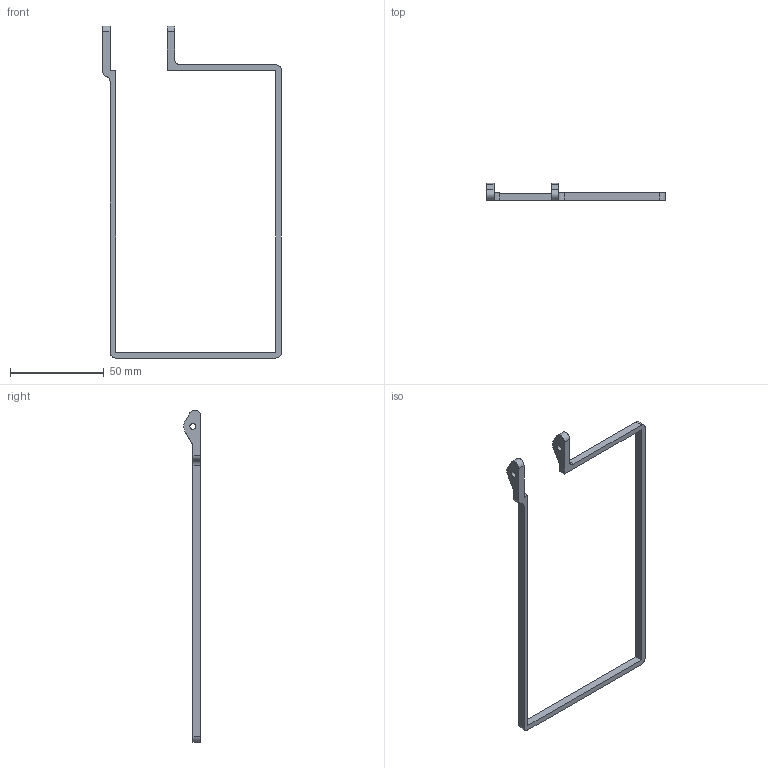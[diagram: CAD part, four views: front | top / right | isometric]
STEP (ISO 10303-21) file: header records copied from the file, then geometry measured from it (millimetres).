
FILE_DESCRIPTION(/* description */ (''),/* implementation_level */ '2;1');
FILE_NAME(/* name */ 'psu_support.step',/* time_stamp */ '2022-06-08T09:14:08+02:00',/* author */ (''),/* organization */ (''),/* preprocessor_version */ 'ST-DEVELOPER v18.1',/* originating_system */ 'Autodesk Translation Framework v10.14.0.1471',/* authorisation */ '');
FILE_SCHEMA (('AUTOMOTIVE_DESIGN { 1 0 10303 214 3 1 1 }'));
Length unit declared in the file: millimetre
Products named in the file (1): psu_support
Bounding box: 95.5 x 9 x 177.23 mm (x, y, z)
Volume: 6552.9 mm3; surface area: 7378.5 mm2
Topology: 1 solids, 1 shells, 33 faces, 93 edges, 62 vertices
Faces by surface type: plane 19, cylinder 14
Full cylindrical faces by diameter (mm): 3.2 x2
Entity records: 1121 total; most frequent: CARTESIAN_POINT 196, DIRECTION 188, ORIENTED_EDGE 186, EDGE_CURVE 93, LINE 64, VECTOR 64, VERTEX_POINT 62, AXIS2_PLACEMENT_3D 62
